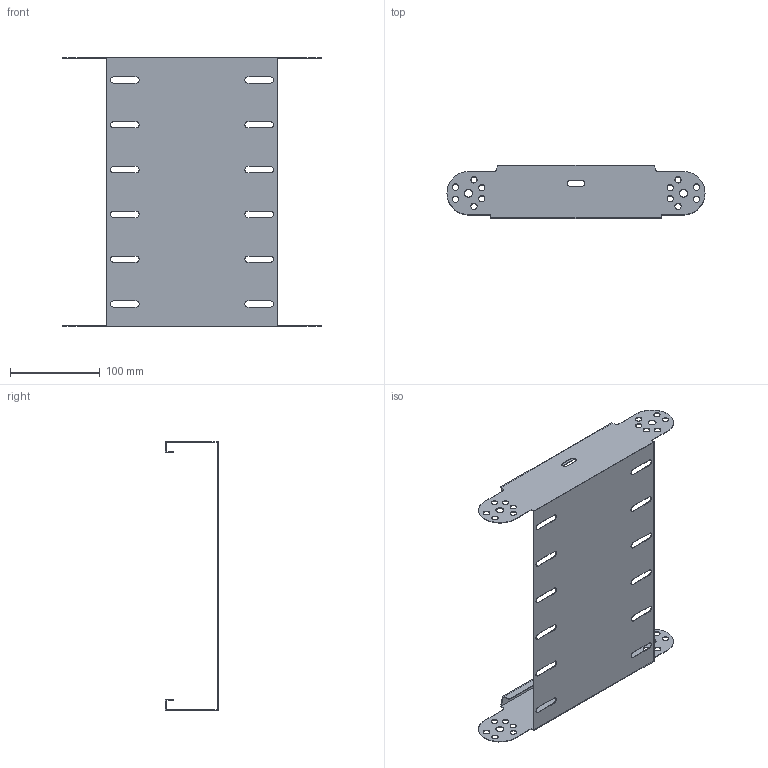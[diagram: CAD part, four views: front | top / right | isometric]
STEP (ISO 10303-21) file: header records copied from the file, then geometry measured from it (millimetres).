
FILE_DESCRIPTION (( 'STEP AP214' ), '1' );
FILE_NAME ('7005435.stp', '2018-10-03T06:13:09', ( '' ), ( '' ), 'SwSTEP 2.0', 'SolidWorks 2018', '' );
FILE_SCHEMA (( 'AUTOMOTIVE_DESIGN' ));
Length unit declared in the file: millimetre
Products named in the file (1): 7005435
Bounding box: 288 x 59.4 x 300 mm (x, y, z)
Volume: 63137.5 mm3; surface area: 182616.7 mm2
Topology: 1 solids, 1 shells, 174 faces, 516 edges, 344 vertices
Faces by surface type: cylinder 92, plane 74, bspline 8
Entity records: 6374 total; most frequent: CARTESIAN_POINT 1443, ORIENTED_EDGE 1032, DIRECTION 986, EDGE_CURVE 516, AXIS2_PLACEMENT_3D 351, VERTEX_POINT 344, VECTOR 284, LINE 284
